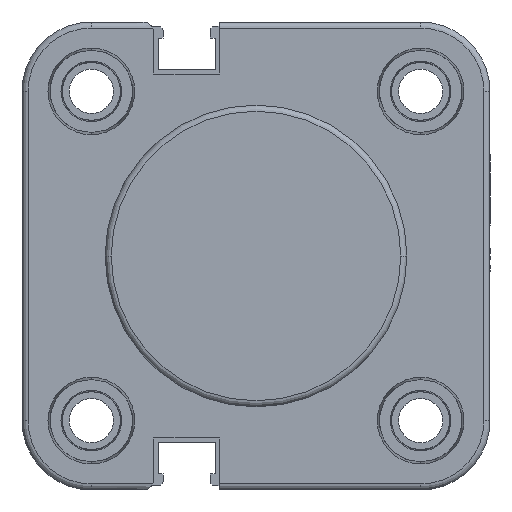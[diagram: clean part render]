
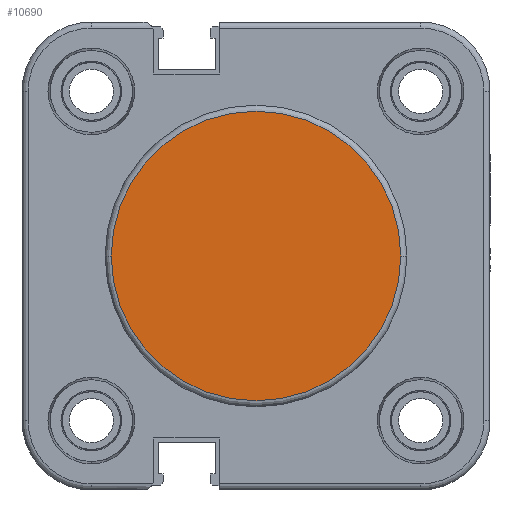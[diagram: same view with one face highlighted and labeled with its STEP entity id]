
A CAD part, front view. The second image highlights one B-rep face of the part: STEP entity #10690.
In plain terms, the highlighted face is planar.
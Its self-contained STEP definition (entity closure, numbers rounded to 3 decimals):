
#1170 = PLANE ( 'NONE',  #15429 ) ;
#2444 = EDGE_CURVE ( 'NONE', #5357, #5157, #15469, .T. ) ;
#2792 = DIRECTION ( 'NONE',  ( 0., -1., 0. ) ) ;
#3213 = EDGE_LOOP ( 'NONE', ( #8854, #3962 ) ) ;
#3679 = DIRECTION ( 'NONE',  ( 0., -1., 0. ) ) ;
#3962 = ORIENTED_EDGE ( 'NONE', *, *, #2444, .T. ) ;
#4844 = FACE_OUTER_BOUND ( 'NONE', #3213, .T. ) ;
#5157 = VERTEX_POINT ( 'NONE', #13760 ) ;
#5357 = VERTEX_POINT ( 'NONE', #14570 ) ;
#6878 = EDGE_CURVE ( 'NONE', #5157, #5357, #11146, .T. ) ;
#7832 = AXIS2_PLACEMENT_3D ( 'NONE', #10002, #9948, #2792 ) ;
#8710 = CARTESIAN_POINT ( 'NONE',  ( 0., 0., 0. ) ) ;
#8854 = ORIENTED_EDGE ( 'NONE', *, *, #6878, .T. ) ;
#9612 = CARTESIAN_POINT ( 'NONE',  ( 0., 0., 0. ) ) ;
#9943 = AXIS2_PLACEMENT_3D ( 'NONE', #8710, #12292, #12454 ) ;
#9948 = DIRECTION ( 'NONE',  ( -1., 0., 0. ) ) ;
#10002 = CARTESIAN_POINT ( 'NONE',  ( 0., 0., 0. ) ) ;
#10690 = ADVANCED_FACE ( 'NONE', ( #4844 ), #1170, .T. ) ;
#11146 = CIRCLE ( 'NONE', #7832, 16.7 ) ;
#12292 = DIRECTION ( 'NONE',  ( -1., 0., 0. ) ) ;
#12454 = DIRECTION ( 'NONE',  ( 0., -1., 0. ) ) ;
#13760 = CARTESIAN_POINT ( 'NONE',  ( 0., -16.7, 0. ) ) ;
#14338 = DIRECTION ( 'NONE',  ( -1., 0., 0. ) ) ;
#14570 = CARTESIAN_POINT ( 'NONE',  ( 0., 16.7, 0. ) ) ;
#15429 = AXIS2_PLACEMENT_3D ( 'NONE', #9612, #14338, #3679 ) ;
#15469 = CIRCLE ( 'NONE', #9943, 16.7 ) ;
